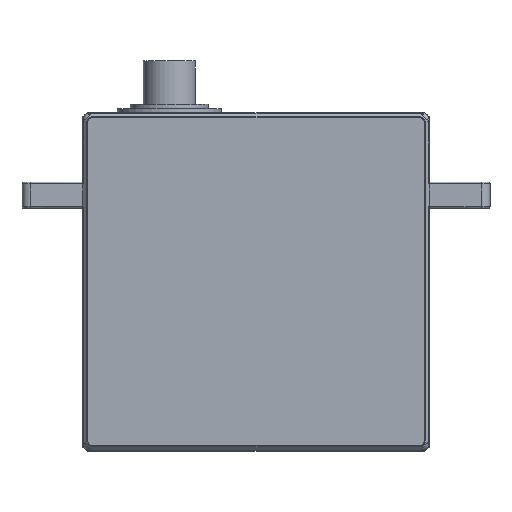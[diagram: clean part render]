
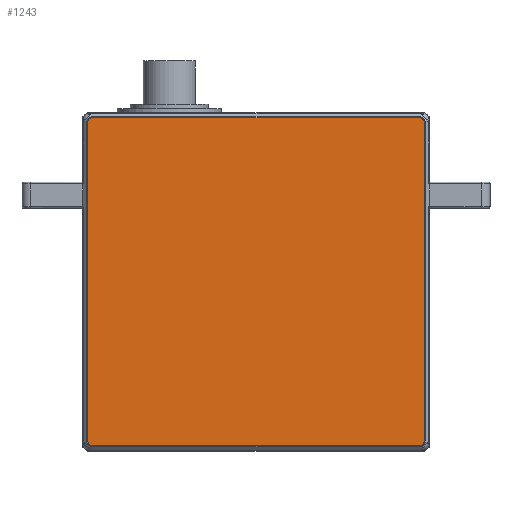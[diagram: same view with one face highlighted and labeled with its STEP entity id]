
A CAD part, top view. The second image highlights one B-rep face of the part: STEP entity #1243.
In plain terms, the highlighted planar face has unit normal (0, 0, 1).
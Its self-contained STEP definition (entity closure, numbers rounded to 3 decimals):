
#20 = DIRECTION ( 'NONE',  ( 1., 0., 0. ) ) ;
#160 = EDGE_CURVE ( 'NONE', #6026, #4480, #8810, .T. ) ;
#229 =( BOUNDED_CURVE ( )  B_SPLINE_CURVE ( 3, ( #2312, #5150, #7110, #8674 ),
 .UNSPECIFIED., .F., .F. ) 
 B_SPLINE_CURVE_WITH_KNOTS ( ( 4, 4 ),
 ( 0., 0.524 ),
 .UNSPECIFIED. ) 
 CURVE ( )  GEOMETRIC_REPRESENTATION_ITEM ( )  RATIONAL_B_SPLINE_CURVE ( ( 1., 0.977, 0.977, 1. ) ) 
 REPRESENTATION_ITEM ( '' )  );
#304 = VERTEX_POINT ( 'NONE', #1184 ) ;
#427 = EDGE_CURVE ( 'NONE', #5928, #6310, #570, .T. ) ;
#432 = VERTEX_POINT ( 'NONE', #4795 ) ;
#553 = CARTESIAN_POINT ( 'NONE',  ( -39.417, 1.149, 20. ) ) ;
#570 =( BOUNDED_CURVE ( )  B_SPLINE_CURVE ( 3, ( #1315, #2821, #2004, #4251 ),
 .UNSPECIFIED., .F., .F. ) 
 B_SPLINE_CURVE_WITH_KNOTS ( ( 4, 4 ),
 ( 0., 0.524 ),
 .UNSPECIFIED. ) 
 CURVE ( )  GEOMETRIC_REPRESENTATION_ITEM ( )  RATIONAL_B_SPLINE_CURVE ( ( 1., 0.977, 0.977, 1. ) ) 
 REPRESENTATION_ITEM ( '' )  );
#638 = CARTESIAN_POINT ( 'NONE',  ( -39.417, 1.149, 20. ) ) ;
#705 = CARTESIAN_POINT ( 'NONE',  ( 0., 38.417, 20. ) ) ;
#835 = CARTESIAN_POINT ( 'NONE',  ( -39.417, 0., 20. ) ) ;
#908 = CARTESIAN_POINT ( 'NONE',  ( -1.149, 0.583, 20. ) ) ;
#952 = EDGE_LOOP ( 'NONE', ( #6375, #8932, #6551, #2407, #7842, #1721, #3748, #2387, #2554, #2780 ) ) ;
#1095 = EDGE_CURVE ( 'NONE', #432, #304, #4770, .T. ) ;
#1101 =( BOUNDED_CURVE ( )  B_SPLINE_CURVE ( 3, ( #2655, #3213, #3996, #3952 ),
 .UNSPECIFIED., .F., .F. ) 
 B_SPLINE_CURVE_WITH_KNOTS ( ( 4, 4 ),
 ( 2.618, 3.665 ),
 .UNSPECIFIED. ) 
 CURVE ( )  GEOMETRIC_REPRESENTATION_ITEM ( )  RATIONAL_B_SPLINE_CURVE ( ( 1., 0.911, 0.911, 1. ) ) 
 REPRESENTATION_ITEM ( '' )  );
#1127 = EDGE_CURVE ( 'NONE', #2965, #6026, #4865, .T. ) ;
#1153 = CARTESIAN_POINT ( 'NONE',  ( -0.583, 38.024, 20. ) ) ;
#1184 = CARTESIAN_POINT ( 'NONE',  ( -0.583, 37.851, 20. ) ) ;
#1243 = ADVANCED_FACE ( 'NONE', ( #5650 ), #1618, .T. ) ;
#1250 = CARTESIAN_POINT ( 'NONE',  ( -0.583, 0., 20. ) ) ;
#1315 = CARTESIAN_POINT ( 'NONE',  ( -39.266, 0.734, 20. ) ) ;
#1618 = PLANE ( 'NONE',  #7841 ) ;
#1721 = ORIENTED_EDGE ( 'NONE', *, *, #3889, .T. ) ;
#2004 = CARTESIAN_POINT ( 'NONE',  ( -39.024, 0.583, 20. ) ) ;
#2261 = CARTESIAN_POINT ( 'NONE',  ( 0., 0., 20. ) ) ;
#2312 = CARTESIAN_POINT ( 'NONE',  ( -0.734, 38.266, 20. ) ) ;
#2387 = ORIENTED_EDGE ( 'NONE', *, *, #1095, .T. ) ;
#2407 = ORIENTED_EDGE ( 'NONE', *, *, #5716, .T. ) ;
#2554 = ORIENTED_EDGE ( 'NONE', *, *, #8907, .T. ) ;
#2634 = CARTESIAN_POINT ( 'NONE',  ( -38.851, 38.417, 20. ) ) ;
#2655 = CARTESIAN_POINT ( 'NONE',  ( -1.149, 0.583, 20. ) ) ;
#2732 = CARTESIAN_POINT ( 'NONE',  ( 0., 0.583, 20. ) ) ;
#2749 = CARTESIAN_POINT ( 'NONE',  ( -0.734, 38.266, 20. ) ) ;
#2780 = ORIENTED_EDGE ( 'NONE', *, *, #4538, .T. ) ;
#2821 = CARTESIAN_POINT ( 'NONE',  ( -39.166, 0.635, 20. ) ) ;
#2965 = VERTEX_POINT ( 'NONE', #5180 ) ;
#3021 = CARTESIAN_POINT ( 'NONE',  ( -39.417, 38.21, 20. ) ) ;
#3118 = CARTESIAN_POINT ( 'NONE',  ( -0.734, 38.266, 20. ) ) ;
#3213 = CARTESIAN_POINT ( 'NONE',  ( -0.79, 0.583, 20. ) ) ;
#3718 = DIRECTION ( 'NONE',  ( 0., -1., 0. ) ) ;
#3748 = ORIENTED_EDGE ( 'NONE', *, *, #4966, .T. ) ;
#3889 = EDGE_CURVE ( 'NONE', #6310, #4030, #6355, .T. ) ;
#3905 = CARTESIAN_POINT ( 'NONE',  ( -0.583, 37.851, 20. ) ) ;
#3952 = CARTESIAN_POINT ( 'NONE',  ( -0.583, 1.149, 20. ) ) ;
#3996 = CARTESIAN_POINT ( 'NONE',  ( -0.583, 0.79, 20. ) ) ;
#4030 = VERTEX_POINT ( 'NONE', #908 ) ;
#4251 = CARTESIAN_POINT ( 'NONE',  ( -38.851, 0.583, 20. ) ) ;
#4295 = CARTESIAN_POINT ( 'NONE',  ( -38.851, 0.583, 20. ) ) ;
#4480 = VERTEX_POINT ( 'NONE', #7574 ) ;
#4538 = EDGE_CURVE ( 'NONE', #5357, #2965, #229, .T. ) ;
#4770 = LINE ( 'NONE', #1250, #8489 ) ;
#4795 = CARTESIAN_POINT ( 'NONE',  ( -0.583, 1.149, 20. ) ) ;
#4849 = CARTESIAN_POINT ( 'NONE',  ( -39.266, 0.734, 20. ) ) ;
#4865 = LINE ( 'NONE', #705, #6866 ) ;
#4941 = CARTESIAN_POINT ( 'NONE',  ( -39.365, 0.834, 20. ) ) ;
#4959 = DIRECTION ( 'NONE',  ( 0., 0., 1. ) ) ;
#4966 = EDGE_CURVE ( 'NONE', #4030, #432, #1101, .T. ) ;
#5150 = CARTESIAN_POINT ( 'NONE',  ( -0.834, 38.365, 20. ) ) ;
#5180 = CARTESIAN_POINT ( 'NONE',  ( -1.149, 38.417, 20. ) ) ;
#5357 = VERTEX_POINT ( 'NONE', #2749 ) ;
#5495 = EDGE_CURVE ( 'NONE', #4480, #5581, #7980, .T. ) ;
#5581 = VERTEX_POINT ( 'NONE', #553 ) ;
#5650 = FACE_OUTER_BOUND ( 'NONE', #952, .T. ) ;
#5716 = EDGE_CURVE ( 'NONE', #5581, #5928, #7907, .T. ) ;
#5821 = CARTESIAN_POINT ( 'NONE',  ( -39.21, 38.417, 20. ) ) ;
#5928 = VERTEX_POINT ( 'NONE', #6077 ) ;
#6026 = VERTEX_POINT ( 'NONE', #2634 ) ;
#6048 =( BOUNDED_CURVE ( )  B_SPLINE_CURVE ( 3, ( #3905, #1153, #6691, #3118 ),
 .UNSPECIFIED., .F., .F. ) 
 B_SPLINE_CURVE_WITH_KNOTS ( ( 4, 4 ),
 ( 5.76, 6.283 ),
 .UNSPECIFIED. ) 
 CURVE ( )  GEOMETRIC_REPRESENTATION_ITEM ( )  RATIONAL_B_SPLINE_CURVE ( ( 1., 0.977, 0.977, 1. ) ) 
 REPRESENTATION_ITEM ( '' )  );
#6077 = CARTESIAN_POINT ( 'NONE',  ( -39.266, 0.734, 20. ) ) ;
#6310 = VERTEX_POINT ( 'NONE', #4295 ) ;
#6355 = LINE ( 'NONE', #2732, #6720 ) ;
#6375 = ORIENTED_EDGE ( 'NONE', *, *, #1127, .T. ) ;
#6551 = ORIENTED_EDGE ( 'NONE', *, *, #5495, .T. ) ;
#6583 = CARTESIAN_POINT ( 'NONE',  ( -39.417, 37.851, 20. ) ) ;
#6691 = CARTESIAN_POINT ( 'NONE',  ( -0.635, 38.166, 20. ) ) ;
#6720 = VECTOR ( 'NONE', #7637, 1000. ) ;
#6866 = VECTOR ( 'NONE', #7616, 1000. ) ;
#6965 = VECTOR ( 'NONE', #3718, 1000. ) ;
#7110 = CARTESIAN_POINT ( 'NONE',  ( -0.976, 38.417, 20. ) ) ;
#7574 = CARTESIAN_POINT ( 'NONE',  ( -39.417, 37.851, 20. ) ) ;
#7616 = DIRECTION ( 'NONE',  ( -1., 0., 0. ) ) ;
#7637 = DIRECTION ( 'NONE',  ( 1., 0., 0. ) ) ;
#7841 = AXIS2_PLACEMENT_3D ( 'NONE', #2261, #4959, #20 ) ;
#7842 = ORIENTED_EDGE ( 'NONE', *, *, #427, .T. ) ;
#7907 =( BOUNDED_CURVE ( )  B_SPLINE_CURVE ( 3, ( #638, #8291, #4941, #4849 ),
 .UNSPECIFIED., .F., .F. ) 
 B_SPLINE_CURVE_WITH_KNOTS ( ( 4, 4 ),
 ( 5.76, 6.283 ),
 .UNSPECIFIED. ) 
 CURVE ( )  GEOMETRIC_REPRESENTATION_ITEM ( )  RATIONAL_B_SPLINE_CURVE ( ( 1., 0.977, 0.977, 1. ) ) 
 REPRESENTATION_ITEM ( '' )  );
#7973 = CARTESIAN_POINT ( 'NONE',  ( -38.851, 38.417, 20. ) ) ;
#7980 = LINE ( 'NONE', #835, #6965 ) ;
#8220 = DIRECTION ( 'NONE',  ( 0., 1., 0. ) ) ;
#8291 = CARTESIAN_POINT ( 'NONE',  ( -39.417, 0.976, 20. ) ) ;
#8489 = VECTOR ( 'NONE', #8220, 1000. ) ;
#8674 = CARTESIAN_POINT ( 'NONE',  ( -1.149, 38.417, 20. ) ) ;
#8810 =( BOUNDED_CURVE ( )  B_SPLINE_CURVE ( 3, ( #7973, #5821, #3021, #6583 ),
 .UNSPECIFIED., .F., .F. ) 
 B_SPLINE_CURVE_WITH_KNOTS ( ( 4, 4 ),
 ( 2.618, 3.665 ),
 .UNSPECIFIED. ) 
 CURVE ( )  GEOMETRIC_REPRESENTATION_ITEM ( )  RATIONAL_B_SPLINE_CURVE ( ( 1., 0.911, 0.911, 1. ) ) 
 REPRESENTATION_ITEM ( '' )  );
#8907 = EDGE_CURVE ( 'NONE', #304, #5357, #6048, .T. ) ;
#8932 = ORIENTED_EDGE ( 'NONE', *, *, #160, .T. ) ;
